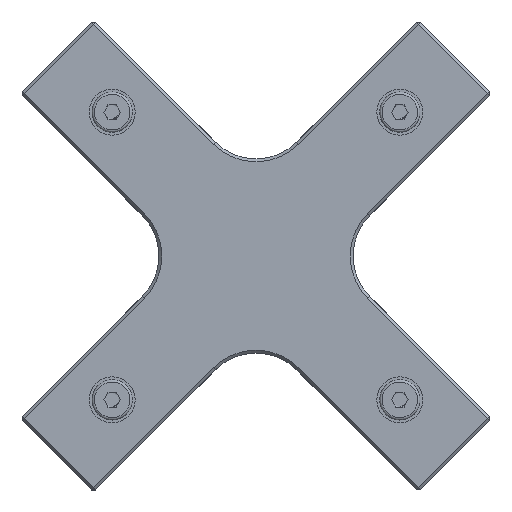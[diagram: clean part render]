
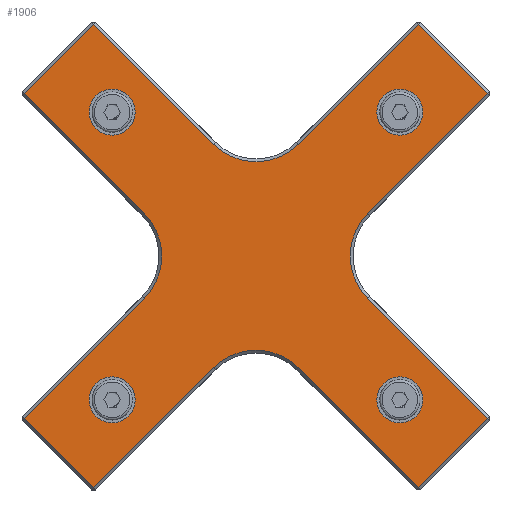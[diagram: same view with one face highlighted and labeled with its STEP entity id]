
A CAD part, top view. The second image highlights one B-rep face of the part: STEP entity #1906.
In plain terms, the highlighted planar face has unit normal (0, 0, 1).
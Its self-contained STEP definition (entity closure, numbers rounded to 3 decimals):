
#86=FACE_BOUND('',#386,.T.);
#87=FACE_BOUND('',#387,.T.);
#88=FACE_BOUND('',#388,.T.);
#89=FACE_BOUND('',#389,.T.);
#160=PLANE('',#2150);
#262=FACE_OUTER_BOUND('',#385,.T.);
#385=EDGE_LOOP('',(#1641,#1642,#1643,#1644,#1645,#1646,#1647,#1648,#1649,
#1650,#1651,#1652,#1653,#1654,#1655,#1656));
#386=EDGE_LOOP('',(#1657,#1658));
#387=EDGE_LOOP('',(#1659,#1660));
#388=EDGE_LOOP('',(#1661,#1662));
#389=EDGE_LOOP('',(#1663,#1664));
#450=CIRCLE('',#2059,4.);
#451=CIRCLE('',#2060,4.);
#455=CIRCLE('',#2067,4.);
#456=CIRCLE('',#2068,4.);
#460=CIRCLE('',#2075,4.);
#461=CIRCLE('',#2076,4.);
#466=CIRCLE('',#2084,4.);
#467=CIRCLE('',#2085,4.);
#469=CIRCLE('',#2114,10.5);
#470=CIRCLE('',#2121,10.5);
#472=CIRCLE('',#2131,10.5);
#473=CIRCLE('',#2137,10.5);
#611=LINE('',#3130,#786);
#614=LINE('',#3139,#789);
#615=LINE('',#3141,#790);
#620=LINE('',#3150,#795);
#623=LINE('',#3157,#798);
#624=LINE('',#3159,#799);
#631=LINE('',#3170,#806);
#634=LINE('',#3176,#809);
#638=LINE('',#3186,#813);
#643=LINE('',#3195,#818);
#646=LINE('',#3202,#821);
#647=LINE('',#3204,#822);
#786=VECTOR('',#2531,10.);
#789=VECTOR('',#2542,10.);
#790=VECTOR('',#2545,10.);
#795=VECTOR('',#2556,10.);
#798=VECTOR('',#2565,10.);
#799=VECTOR('',#2568,10.);
#806=VECTOR('',#2583,10.);
#809=VECTOR('',#2588,10.);
#813=VECTOR('',#2600,10.);
#818=VECTOR('',#2611,10.);
#821=VECTOR('',#2620,10.);
#822=VECTOR('',#2623,10.);
#909=VERTEX_POINT('',#2960);
#910=VERTEX_POINT('',#2961);
#914=VERTEX_POINT('',#2975);
#915=VERTEX_POINT('',#2976);
#919=VERTEX_POINT('',#2990);
#920=VERTEX_POINT('',#2991);
#925=VERTEX_POINT('',#3007);
#926=VERTEX_POINT('',#3008);
#928=VERTEX_POINT('',#3016);
#934=VERTEX_POINT('',#3030);
#936=VERTEX_POINT('',#3036);
#941=VERTEX_POINT('',#3057);
#944=VERTEX_POINT('',#3064);
#951=VERTEX_POINT('',#3085);
#953=VERTEX_POINT('',#3091);
#959=VERTEX_POINT('',#3113);
#961=VERTEX_POINT('',#3128);
#963=VERTEX_POINT('',#3134);
#964=VERTEX_POINT('',#3148);
#965=VERTEX_POINT('',#3153);
#967=VERTEX_POINT('',#3174);
#969=VERTEX_POINT('',#3181);
#970=VERTEX_POINT('',#3193);
#971=VERTEX_POINT('',#3198);
#1086=EDGE_CURVE('',#909,#910,#450,.T.);
#1087=EDGE_CURVE('',#910,#909,#451,.T.);
#1093=EDGE_CURVE('',#914,#915,#455,.T.);
#1094=EDGE_CURVE('',#915,#914,#456,.T.);
#1100=EDGE_CURVE('',#919,#920,#460,.T.);
#1101=EDGE_CURVE('',#920,#919,#461,.T.);
#1108=EDGE_CURVE('',#925,#926,#466,.T.);
#1109=EDGE_CURVE('',#926,#925,#467,.T.);
#1168=EDGE_CURVE('',#961,#959,#611,.T.);
#1171=EDGE_CURVE('',#963,#961,#469,.T.);
#1173=EDGE_CURVE('',#951,#963,#614,.T.);
#1174=EDGE_CURVE('',#959,#953,#615,.T.);
#1179=EDGE_CURVE('',#964,#944,#620,.T.);
#1182=EDGE_CURVE('',#965,#964,#470,.T.);
#1183=EDGE_CURVE('',#953,#965,#623,.T.);
#1184=EDGE_CURVE('',#941,#951,#624,.T.);
#1191=EDGE_CURVE('',#944,#936,#631,.T.);
#1194=EDGE_CURVE('',#967,#941,#634,.T.);
#1198=EDGE_CURVE('',#969,#967,#472,.T.);
#1200=EDGE_CURVE('',#934,#969,#638,.T.);
#1205=EDGE_CURVE('',#970,#928,#643,.T.);
#1208=EDGE_CURVE('',#971,#970,#473,.T.);
#1209=EDGE_CURVE('',#936,#971,#646,.T.);
#1210=EDGE_CURVE('',#928,#934,#647,.T.);
#1641=ORIENTED_EDGE('',*,*,#1205,.F.);
#1642=ORIENTED_EDGE('',*,*,#1208,.F.);
#1643=ORIENTED_EDGE('',*,*,#1209,.F.);
#1644=ORIENTED_EDGE('',*,*,#1191,.F.);
#1645=ORIENTED_EDGE('',*,*,#1179,.F.);
#1646=ORIENTED_EDGE('',*,*,#1182,.F.);
#1647=ORIENTED_EDGE('',*,*,#1183,.F.);
#1648=ORIENTED_EDGE('',*,*,#1174,.F.);
#1649=ORIENTED_EDGE('',*,*,#1168,.F.);
#1650=ORIENTED_EDGE('',*,*,#1171,.F.);
#1651=ORIENTED_EDGE('',*,*,#1173,.F.);
#1652=ORIENTED_EDGE('',*,*,#1184,.F.);
#1653=ORIENTED_EDGE('',*,*,#1194,.F.);
#1654=ORIENTED_EDGE('',*,*,#1198,.F.);
#1655=ORIENTED_EDGE('',*,*,#1200,.F.);
#1656=ORIENTED_EDGE('',*,*,#1210,.F.);
#1657=ORIENTED_EDGE('',*,*,#1086,.T.);
#1658=ORIENTED_EDGE('',*,*,#1087,.T.);
#1659=ORIENTED_EDGE('',*,*,#1093,.T.);
#1660=ORIENTED_EDGE('',*,*,#1094,.T.);
#1661=ORIENTED_EDGE('',*,*,#1100,.T.);
#1662=ORIENTED_EDGE('',*,*,#1101,.T.);
#1663=ORIENTED_EDGE('',*,*,#1108,.T.);
#1664=ORIENTED_EDGE('',*,*,#1109,.T.);
#1906=ADVANCED_FACE('',(#262,#86,#87,#88,#89),#160,.T.);
#2059=AXIS2_PLACEMENT_3D('',#2962,#2361,#2362);
#2060=AXIS2_PLACEMENT_3D('',#2963,#2363,#2364);
#2067=AXIS2_PLACEMENT_3D('',#2977,#2379,#2380);
#2068=AXIS2_PLACEMENT_3D('',#2978,#2381,#2382);
#2075=AXIS2_PLACEMENT_3D('',#2992,#2397,#2398);
#2076=AXIS2_PLACEMENT_3D('',#2993,#2399,#2400);
#2084=AXIS2_PLACEMENT_3D('',#3009,#2417,#2418);
#2085=AXIS2_PLACEMENT_3D('',#3010,#2419,#2420);
#2114=AXIS2_PLACEMENT_3D('',#3136,#2537,#2538);
#2121=AXIS2_PLACEMENT_3D('',#3155,#2561,#2562);
#2131=AXIS2_PLACEMENT_3D('',#3183,#2595,#2596);
#2137=AXIS2_PLACEMENT_3D('',#3200,#2616,#2617);
#2150=AXIS2_PLACEMENT_3D('',#3221,#2650,#2651);
#2361=DIRECTION('center_axis',(0.,0.,-1.));
#2362=DIRECTION('ref_axis',(1.,0.,0.));
#2363=DIRECTION('center_axis',(0.,0.,-1.));
#2364=DIRECTION('ref_axis',(1.,0.,0.));
#2379=DIRECTION('center_axis',(0.,0.,-1.));
#2380=DIRECTION('ref_axis',(1.,0.,0.));
#2381=DIRECTION('center_axis',(0.,0.,-1.));
#2382=DIRECTION('ref_axis',(1.,0.,0.));
#2397=DIRECTION('center_axis',(0.,0.,-1.));
#2398=DIRECTION('ref_axis',(1.,0.,0.));
#2399=DIRECTION('center_axis',(0.,0.,-1.));
#2400=DIRECTION('ref_axis',(1.,0.,0.));
#2417=DIRECTION('center_axis',(0.,0.,-1.));
#2418=DIRECTION('ref_axis',(1.,0.,0.));
#2419=DIRECTION('center_axis',(0.,0.,-1.));
#2420=DIRECTION('ref_axis',(1.,0.,0.));
#2531=DIRECTION('',(-0.707,0.707,0.));
#2537=DIRECTION('center_axis',(0.,0.,1.));
#2538=DIRECTION('ref_axis',(1.,0.,0.));
#2542=DIRECTION('',(0.707,0.707,0.));
#2545=DIRECTION('',(0.707,0.707,0.));
#2556=DIRECTION('',(0.707,0.707,0.));
#2561=DIRECTION('center_axis',(0.,0.,1.));
#2562=DIRECTION('ref_axis',(0.,-1.,0.));
#2565=DIRECTION('',(0.707,-0.707,0.));
#2568=DIRECTION('',(-0.707,0.707,0.));
#2583=DIRECTION('',(0.707,-0.707,0.));
#2588=DIRECTION('',(-0.707,-0.707,0.));
#2595=DIRECTION('center_axis',(0.,0.,1.));
#2596=DIRECTION('ref_axis',(0.,1.,0.));
#2600=DIRECTION('',(-0.707,0.707,0.));
#2611=DIRECTION('',(0.707,-0.707,0.));
#2616=DIRECTION('center_axis',(0.,0.,1.));
#2617=DIRECTION('ref_axis',(-1.,0.,0.));
#2620=DIRECTION('',(-0.707,-0.707,0.));
#2623=DIRECTION('',(-0.707,-0.707,0.));
#2650=DIRECTION('center_axis',(0.,0.,1.));
#2651=DIRECTION('ref_axis',(1.,0.,0.));
#2960=CARTESIAN_POINT('',(-21.,-25.,8.));
#2961=CARTESIAN_POINT('',(-29.,-25.,8.));
#2962=CARTESIAN_POINT('Origin',(-25.,-25.,8.));
#2963=CARTESIAN_POINT('Origin',(-25.,-25.,8.));
#2975=CARTESIAN_POINT('',(29.,25.,8.));
#2976=CARTESIAN_POINT('',(21.,25.,8.));
#2977=CARTESIAN_POINT('Origin',(25.,25.,8.));
#2978=CARTESIAN_POINT('Origin',(25.,25.,8.));
#2990=CARTESIAN_POINT('',(29.,-25.,8.));
#2991=CARTESIAN_POINT('',(21.,-25.,8.));
#2992=CARTESIAN_POINT('Origin',(25.,-25.,8.));
#2993=CARTESIAN_POINT('Origin',(25.,-25.,8.));
#3007=CARTESIAN_POINT('',(-21.,25.,8.));
#3008=CARTESIAN_POINT('',(-29.,25.,8.));
#3009=CARTESIAN_POINT('Origin',(-25.,25.,8.));
#3010=CARTESIAN_POINT('Origin',(-25.,25.,8.));
#3016=CARTESIAN_POINT('',(40.305,-28.284,8.));
#3030=CARTESIAN_POINT('',(28.284,-40.305,8.));
#3036=CARTESIAN_POINT('',(40.305,28.284,8.));
#3057=CARTESIAN_POINT('',(-28.284,-40.305,8.));
#3064=CARTESIAN_POINT('',(28.284,40.305,8.));
#3085=CARTESIAN_POINT('',(-40.305,-28.284,8.));
#3091=CARTESIAN_POINT('',(-28.284,40.305,8.));
#3113=CARTESIAN_POINT('',(-40.305,28.284,8.));
#3128=CARTESIAN_POINT('',(-19.445,7.425,8.));
#3130=CARTESIAN_POINT('',(-23.335,11.314,8.));
#3134=CARTESIAN_POINT('',(-19.445,-7.425,8.));
#3136=CARTESIAN_POINT('Origin',(-26.87,0.,
8.));
#3139=CARTESIAN_POINT('',(0.306,12.326,8.));
#3141=CARTESIAN_POINT('',(-21.615,46.975,8.));
#3148=CARTESIAN_POINT('',(7.425,19.445,8.));
#3150=CARTESIAN_POINT('',(20.812,32.832,8.));
#3153=CARTESIAN_POINT('',(-7.425,19.445,8.));
#3155=CARTESIAN_POINT('Origin',(0.,26.87,8.));
#3157=CARTESIAN_POINT('',(2.828,9.192,8.));
#3159=CARTESIAN_POINT('',(-37.477,-31.113,8.));
#3170=CARTESIAN_POINT('',(37.477,31.113,8.));
#3174=CARTESIAN_POINT('',(-7.425,-19.445,8.));
#3176=CARTESIAN_POINT('',(-1.816,-13.837,8.));
#3181=CARTESIAN_POINT('',(7.425,-19.445,8.));
#3183=CARTESIAN_POINT('Origin',(0.,-26.87,
8.));
#3186=CARTESIAN_POINT('',(-2.828,-9.192,8.));
#3193=CARTESIAN_POINT('',(19.445,-7.425,8.));
#3195=CARTESIAN_POINT('',(23.335,-11.314,8.));
#3198=CARTESIAN_POINT('',(19.445,7.425,8.));
#3200=CARTESIAN_POINT('Origin',(26.87,0.,
8.));
#3202=CARTESIAN_POINT('',(18.69,6.67,8.));
#3204=CARTESIAN_POINT('',(40.611,-27.979,8.));
#3221=CARTESIAN_POINT('Origin',(18.996,18.996,8.));
